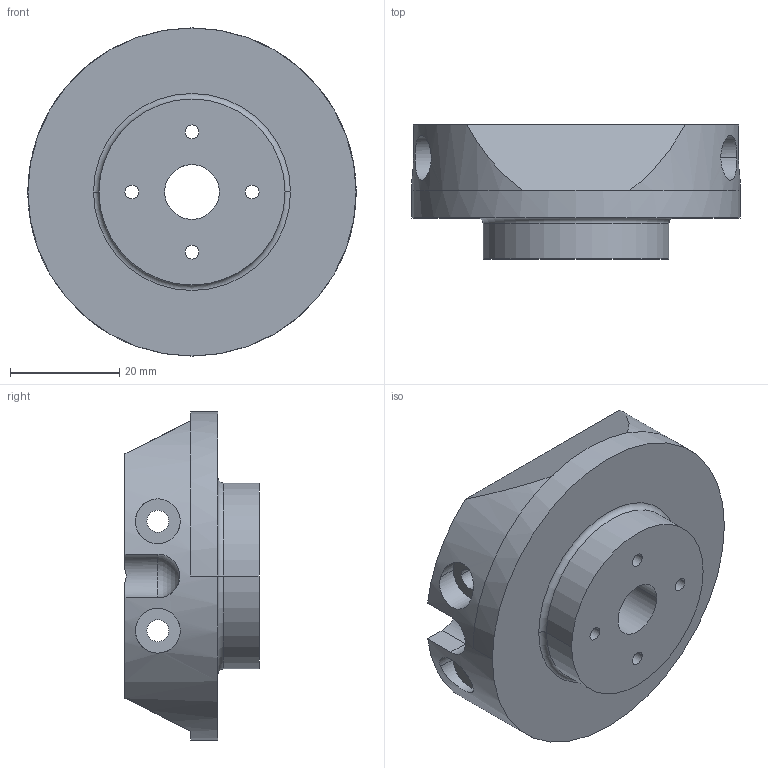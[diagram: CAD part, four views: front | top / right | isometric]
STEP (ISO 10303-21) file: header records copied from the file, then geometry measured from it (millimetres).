
FILE_DESCRIPTION((''),'2;1');
FILE_NAME('OBMP-FAM-A-1440','2023-10-12T10:53:34',('ccha425'),('Department of Mechanical Engineering, The University of Auckland'),'CREO PARAMETRIC BY PTC INC, 2017260','CREO PARAMETRIC BY PTC INC, 2017260','');
FILE_SCHEMA(('CONFIG_CONTROL_DESIGN'));
Length unit declared in the file: millimetre
Products named in the file (1): OBMP-FAM-A-1440
Bounding box: 60 x 24.5 x 60 mm (x, y, z)
Volume: 28898.6 mm3; surface area: 12347.1 mm2
Topology: 1 solids, 1 shells, 94 faces, 234 edges, 148 vertices
Faces by surface type: plane 47, cylinder 43, torus 2, sphere 2
Entity records: 3083 total; most frequent: CARTESIAN_POINT 737, DIRECTION 490, ORIENTED_EDGE 464, EDGE_CURVE 232, AXIS2_PLACEMENT_3D 184, VERTEX_POINT 148, VECTOR 122, LINE 122
